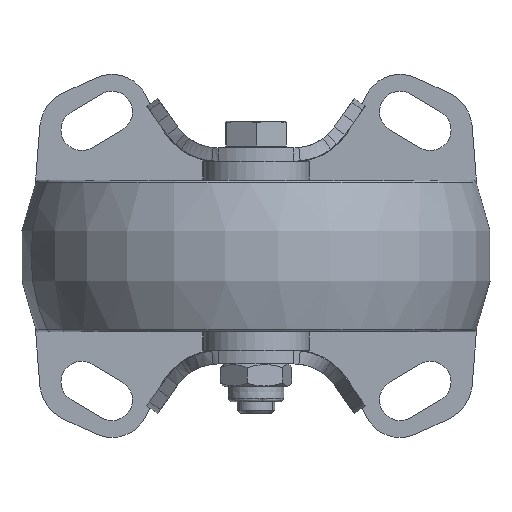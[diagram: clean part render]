
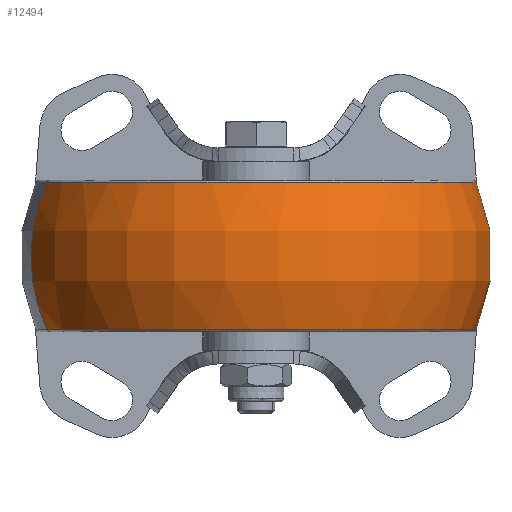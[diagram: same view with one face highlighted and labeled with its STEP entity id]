
A CAD part, front view. The second image highlights one B-rep face of the part: STEP entity #12494.
In plain terms, the highlighted toroidal (fillet/blend) face has major radius 17.5 mm and minor radius 45 mm.
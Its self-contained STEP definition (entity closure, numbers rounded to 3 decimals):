
#73 = AXIS2_PLACEMENT_3D ( 'NONE', #4264, #16412, #10594 ) ;
#363 = CARTESIAN_POINT ( 'NONE',  ( -19.432, 0., 58.088 ) ) ;
#479 = CIRCLE ( 'NONE', #13289, 58.088 ) ;
#693 = CARTESIAN_POINT ( 'NONE',  ( 0., 0., -17.5 ) ) ;
#881 = VERTEX_POINT ( 'NONE', #5906 ) ;
#890 = DIRECTION ( 'NONE',  ( 0., 0., 1. ) ) ;
#961 = CIRCLE ( 'NONE', #3190, 45. ) ;
#1702 = EDGE_CURVE ( 'NONE', #11390, #14030, #479, .T. ) ;
#2931 = EDGE_LOOP ( 'NONE', ( #19089, #8785, #13858, #7791 ) ) ;
#3190 = AXIS2_PLACEMENT_3D ( 'NONE', #693, #11619, #890 ) ;
#3444 = VERTEX_POINT ( 'NONE', #363 ) ;
#4264 = CARTESIAN_POINT ( 'NONE',  ( -19.432, 0., 0. ) ) ;
#4297 = EDGE_CURVE ( 'NONE', #14030, #3444, #19421, .T. ) ;
#5906 = CARTESIAN_POINT ( 'NONE',  ( -19.432, 0., -58.088 ) ) ;
#6916 = DIRECTION ( 'NONE',  ( 0., 0., -1. ) ) ;
#7791 = ORIENTED_EDGE ( 'NONE', *, *, #18128, .F. ) ;
#8785 = ORIENTED_EDGE ( 'NONE', *, *, #1702, .T. ) ;
#9138 = DIRECTION ( 'NONE',  ( -1., 0., 0. ) ) ;
#10594 = DIRECTION ( 'NONE',  ( 0., 0., 1. ) ) ;
#10936 = CARTESIAN_POINT ( 'NONE',  ( 0., 0., 0. ) ) ;
#11130 = FACE_OUTER_BOUND ( 'NONE', #2931, .T. ) ;
#11202 = CARTESIAN_POINT ( 'NONE',  ( 19.432, 0., -58.088 ) ) ;
#11229 = DIRECTION ( 'NONE',  ( 0., 0., 1. ) ) ;
#11390 = VERTEX_POINT ( 'NONE', #11202 ) ;
#11495 = TOROIDAL_SURFACE ( 'NONE', #12131, 17.5, 45. ) ;
#11619 = DIRECTION ( 'NONE',  ( 0., 1., 0. ) ) ;
#12131 = AXIS2_PLACEMENT_3D ( 'NONE', #10936, #18450, #11229 ) ;
#12494 = ADVANCED_FACE ( 'NONE', ( #11130 ), #11495, .T. ) ;
#13289 = AXIS2_PLACEMENT_3D ( 'NONE', #13744, #9138, #19842 ) ;
#13642 = EDGE_CURVE ( 'NONE', #11390, #881, #961, .T. ) ;
#13744 = CARTESIAN_POINT ( 'NONE',  ( 19.432, 0., 0. ) ) ;
#13858 = ORIENTED_EDGE ( 'NONE', *, *, #4297, .T. ) ;
#14030 = VERTEX_POINT ( 'NONE', #14422 ) ;
#14422 = CARTESIAN_POINT ( 'NONE',  ( 19.432, 0., 58.088 ) ) ;
#15139 = CIRCLE ( 'NONE', #73, 58.088 ) ;
#16412 = DIRECTION ( 'NONE',  ( -1., 0., 0. ) ) ;
#18128 = EDGE_CURVE ( 'NONE', #881, #3444, #15139, .T. ) ;
#18450 = DIRECTION ( 'NONE',  ( -1., 0., 0. ) ) ;
#18466 = AXIS2_PLACEMENT_3D ( 'NONE', #19155, #19058, #6916 ) ;
#19058 = DIRECTION ( 'NONE',  ( 0., -1., 0. ) ) ;
#19089 = ORIENTED_EDGE ( 'NONE', *, *, #13642, .F. ) ;
#19155 = CARTESIAN_POINT ( 'NONE',  ( 0., 0., 17.5 ) ) ;
#19421 = CIRCLE ( 'NONE', #18466, 45. ) ;
#19842 = DIRECTION ( 'NONE',  ( 0., 0., 1. ) ) ;
